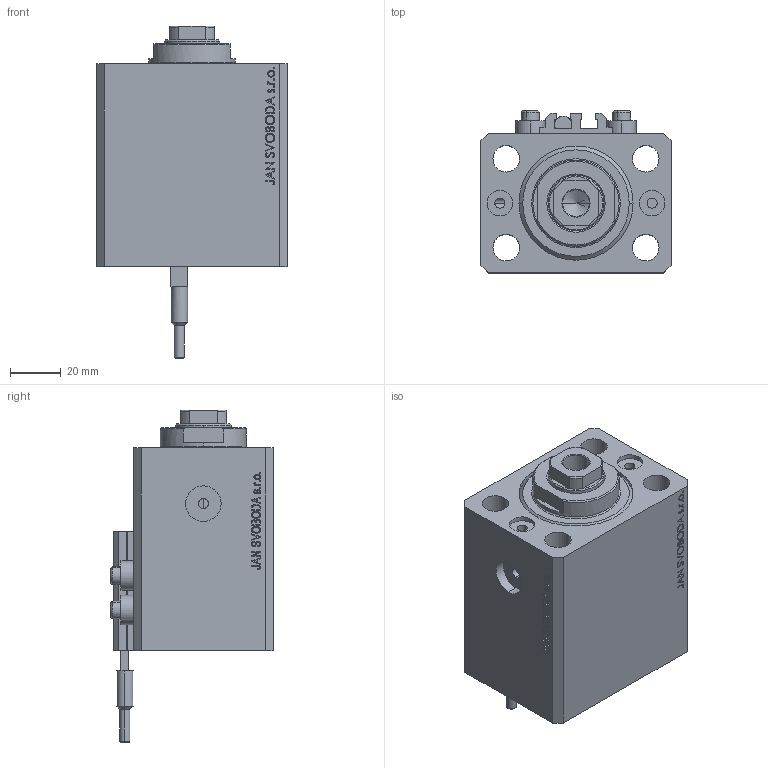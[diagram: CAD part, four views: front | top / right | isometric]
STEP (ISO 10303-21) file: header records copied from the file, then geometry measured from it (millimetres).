
FILE_DESCRIPTION (( 'STEP AP203' ), '1' );
FILE_NAME ('6f2f.STEP', '2021-03-16T18:46:37', ( '' ), ( '' ), 'SwSTEP 2.0', 'SolidWorks 2019', '' );
FILE_SCHEMA (( 'CONFIG_CONTROL_DESIGN' ));
Length unit declared in the file: millimetre
Products named in the file (6): V250CE_VC_C e2931e6eb1ad23f8b74a61c34dac84ea; SWITCH_V250CE; ALLEN BOLT V250CE e2931e6eb1ad23f8b74a61c34dac84ea; 6f2f; V250CE_C_VCP e2931e6eb1ad23f8b74a61c34dac84ea; V250CE_C e2931e6eb1ad23f8b74a61c34dac84ea
Assembly tree (8 placements, depth 2):
  6f2f
    V250CE_C e2931e6eb1ad23f8b74a61c34dac84ea
    ALLEN BOLT V250CE e2931e6eb1ad23f8b74a61c34dac84ea  x4
    V250CE_C_VCP e2931e6eb1ad23f8b74a61c34dac84ea
    V250CE_VC_C e2931e6eb1ad23f8b74a61c34dac84ea
    SWITCH_V250CE
Bounding box: 75 x 64 x 130.9 mm (x, y, z)
Volume: 306773.3 mm3; surface area: 75486.8 mm2
Topology: 9 solids, 9 shells, 1059 faces, 2657 edges, 1733 vertices
Faces by surface type: plane 519, bspline 374, cylinder 92, cone 58, torus 16
Entity records: 48038 total; most frequent: CARTESIAN_POINT 26003, ORIENTED_EDGE 5004, DIRECTION 3162, EDGE_CURVE 2502, VERTEX_POINT 1649, LINE 1518, VECTOR 1518, EDGE_LOOP 1107
